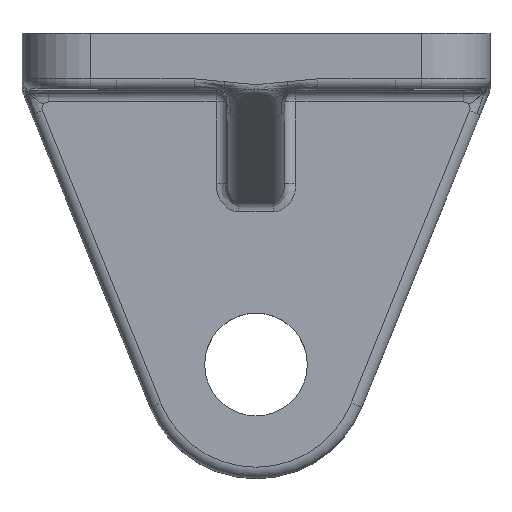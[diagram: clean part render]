
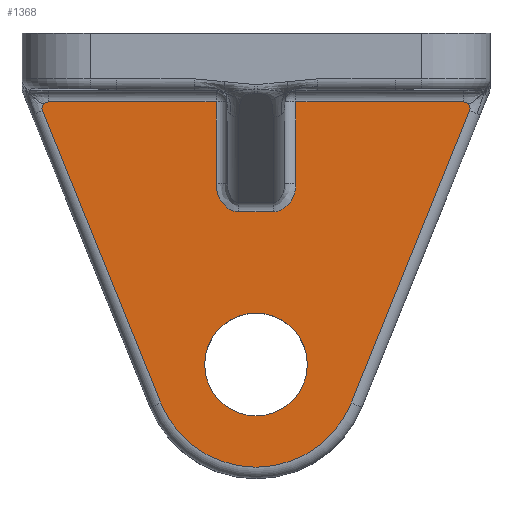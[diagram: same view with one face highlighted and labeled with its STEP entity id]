
A CAD part, top view. The second image highlights one B-rep face of the part: STEP entity #1368.
In plain terms, the highlighted planar face has unit normal (0, 0, 1).
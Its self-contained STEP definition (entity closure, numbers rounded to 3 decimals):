
#15=FACE_BOUND('',#351,.T.);
#26=PLANE('',#1517);
#40=LINE('',#7203,#100);
#54=LINE('',#7435,#114);
#60=LINE('',#7537,#120);
#62=LINE('',#7543,#122);
#64=LINE('',#7552,#124);
#66=LINE('',#7555,#126);
#68=LINE('',#7558,#128);
#100=VECTOR('',#1639,10.);
#114=VECTOR('',#1689,10.);
#120=VECTOR('',#1709,10.);
#122=VECTOR('',#1715,10.);
#124=VECTOR('',#1727,10.);
#126=VECTOR('',#1731,10.);
#128=VECTOR('',#1735,10.);
#193=ELLIPSE('',#1438,5.,4.);
#195=ELLIPSE('',#1448,5.,4.);
#265=FACE_OUTER_BOUND('',#350,.T.);
#350=EDGE_LOOP('',(#1165,#1166,#1167,#1168,#1169,#1170,#1171,#1172,#1173,
#1174,#1175,#1176,#1177,#1178));
#351=EDGE_LOOP('',(#1179));
#378=CIRCLE('',#1410,1.102);
#386=CIRCLE('',#1418,1.102);
#417=CIRCLE('',#1458,1.102);
#424=CIRCLE('',#1470,1.102);
#429=CIRCLE('',#1480,18.);
#446=CIRCLE('',#1518,9.);
#530=VERTEX_POINT('',#3059);
#531=VERTEX_POINT('',#3067);
#546=VERTEX_POINT('',#4306);
#547=VERTEX_POINT('',#4314);
#582=VERTEX_POINT('',#7049);
#583=VERTEX_POINT('',#7051);
#587=VERTEX_POINT('',#7166);
#590=VERTEX_POINT('',#7197);
#591=VERTEX_POINT('',#7199);
#595=VERTEX_POINT('',#7409);
#601=VERTEX_POINT('',#7426);
#603=VERTEX_POINT('',#7521);
#609=VERTEX_POINT('',#7541);
#611=VERTEX_POINT('',#7547);
#629=VERTEX_POINT('',#7660);
#661=EDGE_CURVE('',#530,#531,#378,.T.);
#683=EDGE_CURVE('',#546,#547,#386,.T.);
#731=EDGE_CURVE('',#582,#583,#193,.T.);
#740=EDGE_CURVE('',#590,#591,#195,.T.);
#742=EDGE_CURVE('',#583,#590,#40,.T.);
#754=EDGE_CURVE('',#595,#546,#417,.T.);
#766=EDGE_CURVE('',#591,#601,#54,.T.);
#769=EDGE_CURVE('',#603,#530,#424,.T.);
#776=EDGE_CURVE('',#601,#603,#60,.T.);
#779=EDGE_CURVE('',#609,#595,#62,.T.);
#782=EDGE_CURVE('',#611,#609,#429,.T.);
#784=EDGE_CURVE('',#531,#611,#64,.T.);
#786=EDGE_CURVE('',#547,#587,#66,.T.);
#788=EDGE_CURVE('',#587,#582,#68,.T.);
#827=EDGE_CURVE('',#629,#629,#446,.T.);
#1165=ORIENTED_EDGE('',*,*,#769,.F.);
#1166=ORIENTED_EDGE('',*,*,#776,.F.);
#1167=ORIENTED_EDGE('',*,*,#766,.F.);
#1168=ORIENTED_EDGE('',*,*,#740,.F.);
#1169=ORIENTED_EDGE('',*,*,#742,.F.);
#1170=ORIENTED_EDGE('',*,*,#731,.F.);
#1171=ORIENTED_EDGE('',*,*,#788,.F.);
#1172=ORIENTED_EDGE('',*,*,#786,.F.);
#1173=ORIENTED_EDGE('',*,*,#683,.F.);
#1174=ORIENTED_EDGE('',*,*,#754,.F.);
#1175=ORIENTED_EDGE('',*,*,#779,.F.);
#1176=ORIENTED_EDGE('',*,*,#782,.F.);
#1177=ORIENTED_EDGE('',*,*,#784,.F.);
#1178=ORIENTED_EDGE('',*,*,#661,.F.);
#1179=ORIENTED_EDGE('',*,*,#827,.T.);
#1368=ADVANCED_FACE('',(#265,#15),#26,.T.);
#1410=AXIS2_PLACEMENT_3D('',#3068,#1557,#1558);
#1418=AXIS2_PLACEMENT_3D('',#4315,#1573,#1574);
#1438=AXIS2_PLACEMENT_3D('',#7052,#1613,#1614);
#1448=AXIS2_PLACEMENT_3D('',#7200,#1633,#1634);
#1458=AXIS2_PLACEMENT_3D('',#7411,#1661,#1662);
#1470=AXIS2_PLACEMENT_3D('',#7523,#1693,#1694);
#1480=AXIS2_PLACEMENT_3D('',#7549,#1721,#1722);
#1517=AXIS2_PLACEMENT_3D('',#7659,#1819,#1820);
#1518=AXIS2_PLACEMENT_3D('',#7661,#1821,#1822);
#1557=DIRECTION('center_axis',(0.,0.,-1.));
#1558=DIRECTION('ref_axis',(0.829,0.559,0.));
#1573=DIRECTION('center_axis',(0.,0.,-1.));
#1574=DIRECTION('ref_axis',(-0.829,0.559,0.));
#1613=DIRECTION('center_axis',(0.,0.,1.));
#1614=DIRECTION('ref_axis',(0.,-1.,0.));
#1633=DIRECTION('center_axis',(0.,0.,1.));
#1634=DIRECTION('ref_axis',(0.,-1.,0.));
#1639=DIRECTION('',(1.,0.,0.));
#1661=DIRECTION('center_axis',(0.,0.,-1.));
#1662=DIRECTION('ref_axis',(-0.829,0.559,0.));
#1689=DIRECTION('',(0.,1.,0.));
#1693=DIRECTION('center_axis',(0.,0.,-1.));
#1694=DIRECTION('ref_axis',(0.829,0.559,0.));
#1709=DIRECTION('',(1.,0.,0.));
#1715=DIRECTION('',(-0.375,0.927,0.));
#1721=DIRECTION('center_axis',(0.,0.,-1.));
#1722=DIRECTION('ref_axis',(0.,-1.,0.));
#1727=DIRECTION('',(-0.375,-0.927,0.));
#1731=DIRECTION('',(1.,0.,0.));
#1735=DIRECTION('',(0.,-1.,0.));
#1819=DIRECTION('center_axis',(0.,0.,1.));
#1820=DIRECTION('ref_axis',(1.,0.,0.));
#1821=DIRECTION('center_axis',(0.,0.,-1.));
#1822=DIRECTION('ref_axis',(-1.,0.,0.));
#3059=CARTESIAN_POINT('',(78.312,45.514,0.));
#3067=CARTESIAN_POINT('',(78.42,44.485,0.));
#3068=CARTESIAN_POINT('Origin',(77.398,44.898,0.));
#4306=CARTESIAN_POINT('',(3.688,45.514,0.));
#4314=CARTESIAN_POINT('',(4.602,46.,0.));
#4315=CARTESIAN_POINT('Origin',(4.602,44.898,0.));
#7049=CARTESIAN_POINT('',(34.,31.749,0.));
#7051=CARTESIAN_POINT('',(38.,26.749,0.));
#7052=CARTESIAN_POINT('Origin',(38.,31.749,0.));
#7166=CARTESIAN_POINT('',(34.,46.,0.));
#7197=CARTESIAN_POINT('',(44.,26.749,0.));
#7199=CARTESIAN_POINT('',(48.,31.749,0.));
#7200=CARTESIAN_POINT('Origin',(44.,31.749,0.));
#7203=CARTESIAN_POINT('',(41.,26.749,0.));
#7409=CARTESIAN_POINT('',(3.58,44.485,0.));
#7411=CARTESIAN_POINT('Origin',(4.602,44.898,0.));
#7426=CARTESIAN_POINT('',(48.,46.,0.));
#7435=CARTESIAN_POINT('',(48.,28.593,0.));
#7521=CARTESIAN_POINT('',(77.398,46.,0.));
#7523=CARTESIAN_POINT('Origin',(77.398,44.898,0.));
#7537=CARTESIAN_POINT('',(20.5,46.,0.));
#7541=CARTESIAN_POINT('',(24.314,-6.752,0.));
#7543=CARTESIAN_POINT('',(24.314,-6.752,0.));
#7547=CARTESIAN_POINT('',(57.686,-6.752,0.));
#7549=CARTESIAN_POINT('Origin',(41.,0.,0.));
#7552=CARTESIAN_POINT('',(68.916,20.999,0.));
#7555=CARTESIAN_POINT('',(20.5,46.,0.));
#7558=CARTESIAN_POINT('',(34.,28.593,0.));
#7659=CARTESIAN_POINT('Origin',(41.,0.,0.));
#7660=CARTESIAN_POINT('',(50.,0.,0.));
#7661=CARTESIAN_POINT('Origin',(41.,0.,0.));
